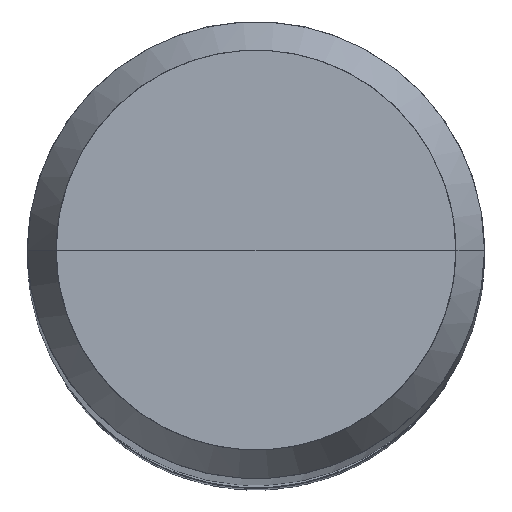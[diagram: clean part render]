
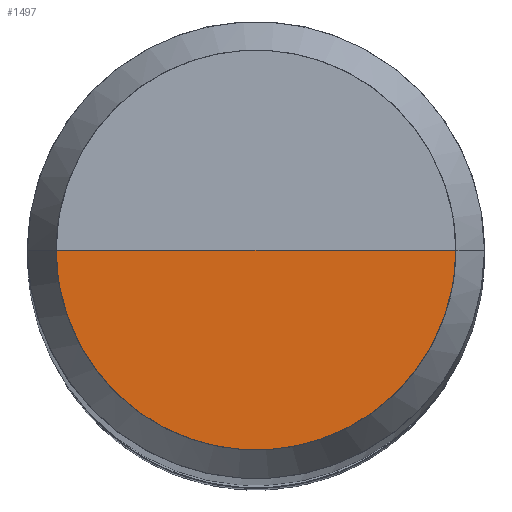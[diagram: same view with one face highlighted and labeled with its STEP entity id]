
A CAD part, top view. The second image highlights one B-rep face of the part: STEP entity #1497.
In plain terms, the highlighted free-form (B-spline) face has degree [1, 2] with [2, 5] control points.
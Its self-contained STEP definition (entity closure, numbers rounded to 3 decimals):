
#1015=CARTESIAN_POINT('',(3.5,0.0,68.6));
#1019=CARTESIAN_POINT('',(-3.5,0.0,68.6));
#1020=CARTESIAN_POINT('',(0.0,0.0,68.6));
#1036=CARTESIAN_POINT('',(-3.5,-3.5,68.6));
#1037=CARTESIAN_POINT('',(0.0,-3.5,68.6));
#1038=CARTESIAN_POINT('',(3.5,-3.5,68.6));
#1482=(
BOUNDED_SURFACE()
B_SPLINE_SURFACE(1,2,(
(#1019,#1036,#1037,#1038,#1015),
(#1020,#1020,#1020,#1020,#1020)
), .UNSPECIFIED.,.F.,.F.,.F.)
B_SPLINE_SURFACE_WITH_KNOTS((2,2),(3,2,3),(
0.0,1.0),(
0.0,0.5,1.0), .UNSPECIFIED.)
GEOMETRIC_REPRESENTATION_ITEM()
RATIONAL_B_SPLINE_SURFACE(((1.0,0.707,1.0,0.707,1.0),
(1.0,0.707,1.0,0.707,1.0)
))
REPRESENTATION_ITEM('')
SURFACE()
);
#1483=(
BOUNDED_CURVE()
B_SPLINE_CURVE(2,(#1015,#1038,#1037,#1036,#1019),.UNSPECIFIED.,.F.,.F.)
B_SPLINE_CURVE_WITH_KNOTS((3,2,3),
(0.0,0.5,1.0),.UNSPECIFIED.)
CURVE()
GEOMETRIC_REPRESENTATION_ITEM()
RATIONAL_B_SPLINE_CURVE((1.0,0.707,1.0,0.707,1.0))
REPRESENTATION_ITEM('')
);
#1484=(
BOUNDED_CURVE()
B_SPLINE_CURVE(1,(#1019,#1020),.UNSPECIFIED.,.F.,.F.)
B_SPLINE_CURVE_WITH_KNOTS((2,2),
(0.0,1.0),.UNSPECIFIED.)
CURVE()
GEOMETRIC_REPRESENTATION_ITEM()
RATIONAL_B_SPLINE_CURVE((1.0,1.0))
REPRESENTATION_ITEM('')
);
#1485=(
BOUNDED_CURVE()
B_SPLINE_CURVE(1,(#1020,#1015),.UNSPECIFIED.,.F.,.F.)
B_SPLINE_CURVE_WITH_KNOTS((2,2),
(0.0,1.0),.UNSPECIFIED.)
CURVE()
GEOMETRIC_REPRESENTATION_ITEM()
RATIONAL_B_SPLINE_CURVE((1.0,1.0))
REPRESENTATION_ITEM('')
);
#1486=VERTEX_POINT('',#1015);
#1487=VERTEX_POINT('',#1019);
#1488=VERTEX_POINT('',#1020);
#1489=EDGE_CURVE('',#1486,#1487,#1483,.T.);
#1490=EDGE_CURVE('',#1487,#1488,#1484,.T.);
#1491=EDGE_CURVE('',#1488,#1486,#1485,.T.);
#1492=ORIENTED_EDGE('',*,*,#1489,.T.);
#1493=ORIENTED_EDGE('',*,*,#1490,.T.);
#1494=ORIENTED_EDGE('',*,*,#1491,.T.);
#1495=EDGE_LOOP('',(#1492,#1493,#1494));
#1496=FACE_OUTER_BOUND('',#1495,.T.);
#1497=ADVANCED_FACE('',(#1496),#1482,.T.);
